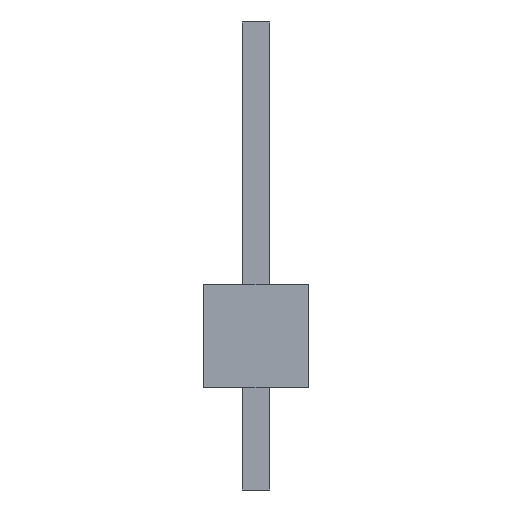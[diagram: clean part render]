
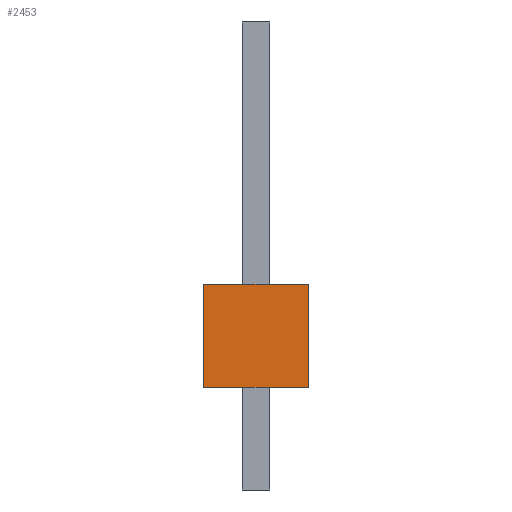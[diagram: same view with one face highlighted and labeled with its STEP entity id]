
A CAD part, left-side view. The second image highlights one B-rep face of the part: STEP entity #2453.
In plain terms, the highlighted planar face has unit normal (-1, 0, 0).
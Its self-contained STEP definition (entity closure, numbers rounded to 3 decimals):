
#178=DIRECTION('',(0.,-1.,0.));
#179=VECTOR('',#178,2.337);
#180=CARTESIAN_POINT('',(-7.417,1.168,0.));
#181=LINE('',#180,#179);
#326=DIRECTION('',(0.,0.,-1.));
#327=VECTOR('',#326,2.286);
#328=CARTESIAN_POINT('',(-7.417,-1.168,0.));
#329=LINE('',#328,#327);
#442=DIRECTION('',(0.,-1.,0.));
#443=VECTOR('',#442,2.337);
#444=CARTESIAN_POINT('',(-7.417,1.168,-2.286));
#445=LINE('',#444,#443);
#782=DIRECTION('',(0.,0.,-1.));
#783=VECTOR('',#782,2.286);
#784=CARTESIAN_POINT('',(-7.417,1.168,0.));
#785=LINE('',#784,#783);
#1274=CARTESIAN_POINT('',(-7.417,1.168,0.));
#1275=CARTESIAN_POINT('',(-7.417,-1.168,0.));
#1276=VERTEX_POINT('',#1274);
#1277=VERTEX_POINT('',#1275);
#1282=CARTESIAN_POINT('',(-7.417,1.168,-2.286));
#1283=CARTESIAN_POINT('',(-7.417,-1.168,-2.286));
#1284=VERTEX_POINT('',#1282);
#1285=VERTEX_POINT('',#1283);
#2442=CARTESIAN_POINT('',(-7.417,1.168,0.));
#2443=DIRECTION('',(-1.,0.,0.));
#2444=DIRECTION('',(0.,-1.,0.));
#2445=AXIS2_PLACEMENT_3D('',#2442,#2443,#2444);
#2446=PLANE('',#2445);
#2447=ORIENTED_EDGE('',*,*,#1743,.T.);
#2448=ORIENTED_EDGE('',*,*,#1974,.T.);
#2449=ORIENTED_EDGE('',*,*,#2132,.F.);
#2450=ORIENTED_EDGE('',*,*,#2301,.F.);
#2451=EDGE_LOOP('',(#2447,#2448,#2449,#2450));
#2452=FACE_OUTER_BOUND('',#2451,.F.);
#1743=EDGE_CURVE('',#1276,#1277,#181,.T.);
#1974=EDGE_CURVE('',#1277,#1285,#329,.T.);
#2132=EDGE_CURVE('',#1284,#1285,#445,.T.);
#2301=EDGE_CURVE('',#1276,#1284,#785,.T.);
#2453=ADVANCED_FACE('',(#2452),#2446,.T.);
